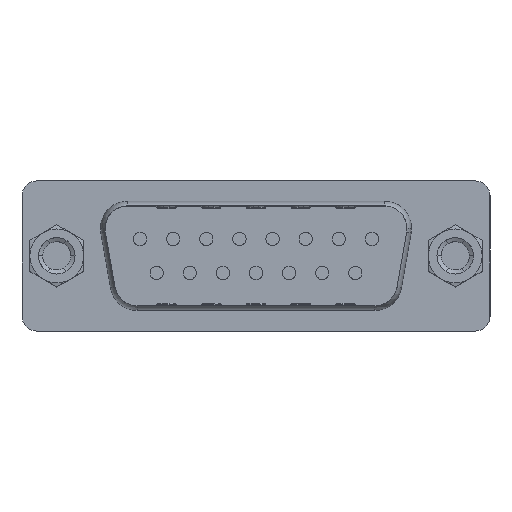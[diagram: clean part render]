
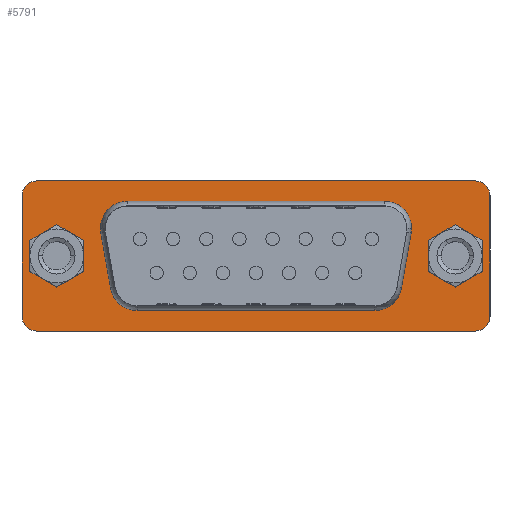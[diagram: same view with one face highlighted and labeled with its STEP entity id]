
A CAD part, top view. The second image highlights one B-rep face of the part: STEP entity #5791.
In plain terms, the highlighted planar face has unit normal (0, 0, 1).
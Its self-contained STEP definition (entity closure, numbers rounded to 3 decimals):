
#5615=AXIS2_PLACEMENT_3D('Circle Axis2P3D',#5613,#5614,$) ;
#5628=AXIS2_PLACEMENT_3D('Plane Axis2P3D',#5625,#5626,#5627) ;
#5632=AXIS2_PLACEMENT_3D('Circle Axis2P3D',#5630,#5631,$) ;
#5648=AXIS2_PLACEMENT_3D('Circle Axis2P3D',#5646,#5647,$) ;
#5662=AXIS2_PLACEMENT_3D('Circle Axis2P3D',#5660,#5661,$) ;
#5676=AXIS2_PLACEMENT_3D('Circle Axis2P3D',#5674,#5675,$) ;
#5698=AXIS2_PLACEMENT_3D('Circle Axis2P3D',#5696,#5697,$) ;
#5707=AXIS2_PLACEMENT_3D('Circle Axis2P3D',#5705,#5706,$) ;
#5716=AXIS2_PLACEMENT_3D('Circle Axis2P3D',#5714,#5715,$) ;
#5725=AXIS2_PLACEMENT_3D('Circle Axis2P3D',#5723,#5724,$) ;
#5743=AXIS2_PLACEMENT_3D('Circle Axis2P3D',#5741,#5742,$) ;
#5757=AXIS2_PLACEMENT_3D('Circle Axis2P3D',#5755,#5756,$) ;
#5762=AXIS2_PLACEMENT_3D('Circle Axis2P3D',#5760,#5761,$) ;
#5776=AXIS2_PLACEMENT_3D('Circle Axis2P3D',#5774,#5775,$) ;
#2633=CARTESIAN_POINT('Vertex',(8.815,10.835,10.6)) ;
#2640=CARTESIAN_POINT('Vertex',(30.325,10.835,10.6)) ;
#2643=CARTESIAN_POINT('Line Origine',(19.57,10.835,10.6)) ;
#5583=CARTESIAN_POINT('Vertex',(32.575,8.585,10.6)) ;
#5587=CARTESIAN_POINT('Control Point',(32.575,8.585,10.6)) ;
#5588=CARTESIAN_POINT('Control Point',(32.575,9.292,10.6)) ;
#5589=CARTESIAN_POINT('Control Point',(32.298,9.999,10.6)) ;
#5590=CARTESIAN_POINT('Control Point',(31.739,10.558,10.6)) ;
#5591=CARTESIAN_POINT('Control Point',(31.032,10.835,10.6)) ;
#5592=CARTESIAN_POINT('Control Point',(30.325,10.835,10.6)) ;
#5610=CARTESIAN_POINT('Vertex',(6.565,8.585,10.6)) ;
#5613=CARTESIAN_POINT('Axis2P3D Location',(8.815,8.585,10.6)) ;
#5625=CARTESIAN_POINT('Axis2P3D Location',(37.89,1.25,10.6)) ;
#5630=CARTESIAN_POINT('Axis2P3D Location',(37.89,1.25,10.6)) ;
#5634=CARTESIAN_POINT('Vertex',(37.89,0.,10.6)) ;
#5636=CARTESIAN_POINT('Vertex',(39.14,1.25,10.6)) ;
#5639=CARTESIAN_POINT('Line Origine',(39.14,6.275,10.6)) ;
#5643=CARTESIAN_POINT('Vertex',(39.14,11.3,10.6)) ;
#5646=CARTESIAN_POINT('Axis2P3D Location',(37.89,11.3,10.6)) ;
#5650=CARTESIAN_POINT('Vertex',(37.89,12.55,10.6)) ;
#5653=CARTESIAN_POINT('Line Origine',(19.57,12.55,10.6)) ;
#5657=CARTESIAN_POINT('Vertex',(1.25,12.55,10.6)) ;
#5660=CARTESIAN_POINT('Axis2P3D Location',(1.25,11.3,10.6)) ;
#5664=CARTESIAN_POINT('Vertex',(0.,11.3,10.6)) ;
#5667=CARTESIAN_POINT('Line Origine',(0.,6.275,10.6)) ;
#5671=CARTESIAN_POINT('Vertex',(0.,1.25,10.6)) ;
#5674=CARTESIAN_POINT('Axis2P3D Location',(1.25,1.25,10.6)) ;
#5678=CARTESIAN_POINT('Vertex',(1.25,0.,10.6)) ;
#5681=CARTESIAN_POINT('Line Origine',(19.57,0.,10.6)) ;
#5696=CARTESIAN_POINT('Axis2P3D Location',(2.91,6.275,10.6)) ;
#5700=CARTESIAN_POINT('Vertex',(4.435,6.275,10.6)) ;
#5702=CARTESIAN_POINT('Vertex',(1.385,6.275,10.6)) ;
#5705=CARTESIAN_POINT('Axis2P3D Location',(2.91,6.275,10.6)) ;
#5714=CARTESIAN_POINT('Axis2P3D Location',(36.23,6.275,10.6)) ;
#5718=CARTESIAN_POINT('Vertex',(37.755,6.275,10.6)) ;
#5720=CARTESIAN_POINT('Vertex',(34.705,6.275,10.6)) ;
#5723=CARTESIAN_POINT('Axis2P3D Location',(36.23,6.275,10.6)) ;
#5732=CARTESIAN_POINT('Line Origine',(19.57,1.715,10.6)) ;
#5736=CARTESIAN_POINT('Vertex',(9.63,1.715,10.6)) ;
#5738=CARTESIAN_POINT('Vertex',(29.51,1.715,10.6)) ;
#5741=CARTESIAN_POINT('Axis2P3D Location',(9.63,3.965,10.6)) ;
#5745=CARTESIAN_POINT('Vertex',(7.414,3.574,10.6)) ;
#5748=CARTESIAN_POINT('Line Origine',(7.006,5.884,10.6)) ;
#5752=CARTESIAN_POINT('Vertex',(6.599,8.194,10.6)) ;
#5755=CARTESIAN_POINT('Axis2P3D Location',(8.815,8.585,10.6)) ;
#5760=CARTESIAN_POINT('Axis2P3D Location',(30.325,8.585,10.6)) ;
#5764=CARTESIAN_POINT('Vertex',(32.541,8.194,10.6)) ;
#5767=CARTESIAN_POINT('Line Origine',(32.134,5.884,10.6)) ;
#5771=CARTESIAN_POINT('Vertex',(31.726,3.574,10.6)) ;
#5774=CARTESIAN_POINT('Axis2P3D Location',(29.51,3.965,10.6)) ;
#2644=DIRECTION('Vector Direction',(-1.,0.,0.)) ;
#5614=DIRECTION('Axis2P3D Direction',(0.,0.,-1.)) ;
#5626=DIRECTION('Axis2P3D Direction',(0.,0.,1.)) ;
#5627=DIRECTION('Axis2P3D XDirection',(1.,0.,0.)) ;
#5631=DIRECTION('Axis2P3D Direction',(0.,0.,1.)) ;
#5640=DIRECTION('Vector Direction',(0.,1.,0.)) ;
#5647=DIRECTION('Axis2P3D Direction',(0.,0.,1.)) ;
#5654=DIRECTION('Vector Direction',(-1.,0.,0.)) ;
#5661=DIRECTION('Axis2P3D Direction',(0.,0.,1.)) ;
#5668=DIRECTION('Vector Direction',(0.,-1.,0.)) ;
#5675=DIRECTION('Axis2P3D Direction',(0.,0.,1.)) ;
#5682=DIRECTION('Vector Direction',(1.,0.,0.)) ;
#5697=DIRECTION('Axis2P3D Direction',(0.,0.,1.)) ;
#5706=DIRECTION('Axis2P3D Direction',(0.,0.,1.)) ;
#5715=DIRECTION('Axis2P3D Direction',(0.,0.,1.)) ;
#5724=DIRECTION('Axis2P3D Direction',(0.,0.,1.)) ;
#5733=DIRECTION('Vector Direction',(1.,0.,0.)) ;
#5742=DIRECTION('Axis2P3D Direction',(0.,0.,1.)) ;
#5749=DIRECTION('Vector Direction',(0.174,-0.985,0.)) ;
#5756=DIRECTION('Axis2P3D Direction',(0.,0.,1.)) ;
#5761=DIRECTION('Axis2P3D Direction',(0.,0.,1.)) ;
#5768=DIRECTION('Vector Direction',(0.174,0.985,0.)) ;
#5775=DIRECTION('Axis2P3D Direction',(0.,0.,1.)) ;
#2645=VECTOR('Line Direction',#2644,1.) ;
#5641=VECTOR('Line Direction',#5640,1.) ;
#5655=VECTOR('Line Direction',#5654,1.) ;
#5669=VECTOR('Line Direction',#5668,1.) ;
#5683=VECTOR('Line Direction',#5682,1.) ;
#5734=VECTOR('Line Direction',#5733,1.) ;
#5750=VECTOR('Line Direction',#5749,1.) ;
#5769=VECTOR('Line Direction',#5768,1.) ;
#5687=ORIENTED_EDGE('',*,*,#5638,.T.) ;
#5688=ORIENTED_EDGE('',*,*,#5645,.T.) ;
#5689=ORIENTED_EDGE('',*,*,#5652,.T.) ;
#5690=ORIENTED_EDGE('',*,*,#5659,.T.) ;
#5691=ORIENTED_EDGE('',*,*,#5666,.T.) ;
#5692=ORIENTED_EDGE('',*,*,#5673,.T.) ;
#5693=ORIENTED_EDGE('',*,*,#5680,.T.) ;
#5694=ORIENTED_EDGE('',*,*,#5685,.T.) ;
#5711=ORIENTED_EDGE('',*,*,#5704,.F.) ;
#5712=ORIENTED_EDGE('',*,*,#5709,.F.) ;
#5729=ORIENTED_EDGE('',*,*,#5722,.F.) ;
#5730=ORIENTED_EDGE('',*,*,#5727,.F.) ;
#5780=ORIENTED_EDGE('',*,*,#5740,.F.) ;
#5781=ORIENTED_EDGE('',*,*,#5747,.F.) ;
#5782=ORIENTED_EDGE('',*,*,#5754,.F.) ;
#5783=ORIENTED_EDGE('',*,*,#5759,.F.) ;
#5784=ORIENTED_EDGE('',*,*,#5617,.F.) ;
#5785=ORIENTED_EDGE('',*,*,#2647,.F.) ;
#5786=ORIENTED_EDGE('',*,*,#5593,.F.) ;
#5787=ORIENTED_EDGE('',*,*,#5766,.F.) ;
#5788=ORIENTED_EDGE('',*,*,#5773,.F.) ;
#5789=ORIENTED_EDGE('',*,*,#5778,.F.) ;
#5713=FACE_BOUND('',#5710,.T.) ;
#5731=FACE_BOUND('',#5728,.T.) ;
#5790=FACE_BOUND('',#5779,.T.) ;
#5791=ADVANCED_FACE('LPattern3',(#5695,#5713,#5731,#5790),#5629,.T.) ;
#5586=B_SPLINE_CURVE_WITH_KNOTS('',5,(#5587,#5588,#5589,#5590,#5591,#5592),.UNSPECIFIED.,.F.,.U.,(6,6),(-1.767,1.767),.UNSPECIFIED.) ;
#5616=CIRCLE('generated circle',#5615,2.25) ;
#5633=CIRCLE('generated circle',#5632,1.25) ;
#5649=CIRCLE('generated circle',#5648,1.25) ;
#5663=CIRCLE('generated circle',#5662,1.25) ;
#5677=CIRCLE('generated circle',#5676,1.25) ;
#5699=CIRCLE('generated circle',#5698,1.525) ;
#5708=CIRCLE('generated circle',#5707,1.525) ;
#5717=CIRCLE('generated circle',#5716,1.525) ;
#5726=CIRCLE('generated circle',#5725,1.525) ;
#5744=CIRCLE('generated circle',#5743,2.25) ;
#5758=CIRCLE('generated circle',#5757,2.25) ;
#5763=CIRCLE('generated circle',#5762,2.25) ;
#5777=CIRCLE('generated circle',#5776,2.25) ;
#2647=EDGE_CURVE('',#2641,#2634,#2646,.T.) ;
#5593=EDGE_CURVE('',#5584,#2641,#5586,.T.) ;
#5617=EDGE_CURVE('',#2634,#5611,#5616,.F.) ;
#5638=EDGE_CURVE('',#5635,#5637,#5633,.T.) ;
#5645=EDGE_CURVE('',#5637,#5644,#5642,.T.) ;
#5652=EDGE_CURVE('',#5644,#5651,#5649,.T.) ;
#5659=EDGE_CURVE('',#5651,#5658,#5656,.T.) ;
#5666=EDGE_CURVE('',#5658,#5665,#5663,.T.) ;
#5673=EDGE_CURVE('',#5665,#5672,#5670,.T.) ;
#5680=EDGE_CURVE('',#5672,#5679,#5677,.T.) ;
#5685=EDGE_CURVE('',#5679,#5635,#5684,.T.) ;
#5704=EDGE_CURVE('',#5701,#5703,#5699,.T.) ;
#5709=EDGE_CURVE('',#5703,#5701,#5708,.T.) ;
#5722=EDGE_CURVE('',#5719,#5721,#5717,.T.) ;
#5727=EDGE_CURVE('',#5721,#5719,#5726,.T.) ;
#5740=EDGE_CURVE('',#5737,#5739,#5735,.T.) ;
#5747=EDGE_CURVE('',#5746,#5737,#5744,.T.) ;
#5754=EDGE_CURVE('',#5753,#5746,#5751,.T.) ;
#5759=EDGE_CURVE('',#5611,#5753,#5758,.T.) ;
#5766=EDGE_CURVE('',#5765,#5584,#5763,.T.) ;
#5773=EDGE_CURVE('',#5772,#5765,#5770,.T.) ;
#5778=EDGE_CURVE('',#5739,#5772,#5777,.T.) ;
#5686=EDGE_LOOP('',(#5687,#5688,#5689,#5690,#5691,#5692,#5693,#5694)) ;
#5710=EDGE_LOOP('',(#5711,#5712)) ;
#5728=EDGE_LOOP('',(#5729,#5730)) ;
#5779=EDGE_LOOP('',(#5780,#5781,#5782,#5783,#5784,#5785,#5786,#5787,#5788,#5789)) ;
#5695=FACE_OUTER_BOUND('',#5686,.T.) ;
#2646=LINE('Line',#2643,#2645) ;
#5642=LINE('Line',#5639,#5641) ;
#5656=LINE('Line',#5653,#5655) ;
#5670=LINE('Line',#5667,#5669) ;
#5684=LINE('Line',#5681,#5683) ;
#5735=LINE('Line',#5732,#5734) ;
#5751=LINE('Line',#5748,#5750) ;
#5770=LINE('Line',#5767,#5769) ;
#5629=PLANE('',#5628) ;
#2634=VERTEX_POINT('',#2633) ;
#2641=VERTEX_POINT('',#2640) ;
#5584=VERTEX_POINT('',#5583) ;
#5611=VERTEX_POINT('',#5610) ;
#5635=VERTEX_POINT('',#5634) ;
#5637=VERTEX_POINT('',#5636) ;
#5644=VERTEX_POINT('',#5643) ;
#5651=VERTEX_POINT('',#5650) ;
#5658=VERTEX_POINT('',#5657) ;
#5665=VERTEX_POINT('',#5664) ;
#5672=VERTEX_POINT('',#5671) ;
#5679=VERTEX_POINT('',#5678) ;
#5701=VERTEX_POINT('',#5700) ;
#5703=VERTEX_POINT('',#5702) ;
#5719=VERTEX_POINT('',#5718) ;
#5721=VERTEX_POINT('',#5720) ;
#5737=VERTEX_POINT('',#5736) ;
#5739=VERTEX_POINT('',#5738) ;
#5746=VERTEX_POINT('',#5745) ;
#5753=VERTEX_POINT('',#5752) ;
#5765=VERTEX_POINT('',#5764) ;
#5772=VERTEX_POINT('',#5771) ;
